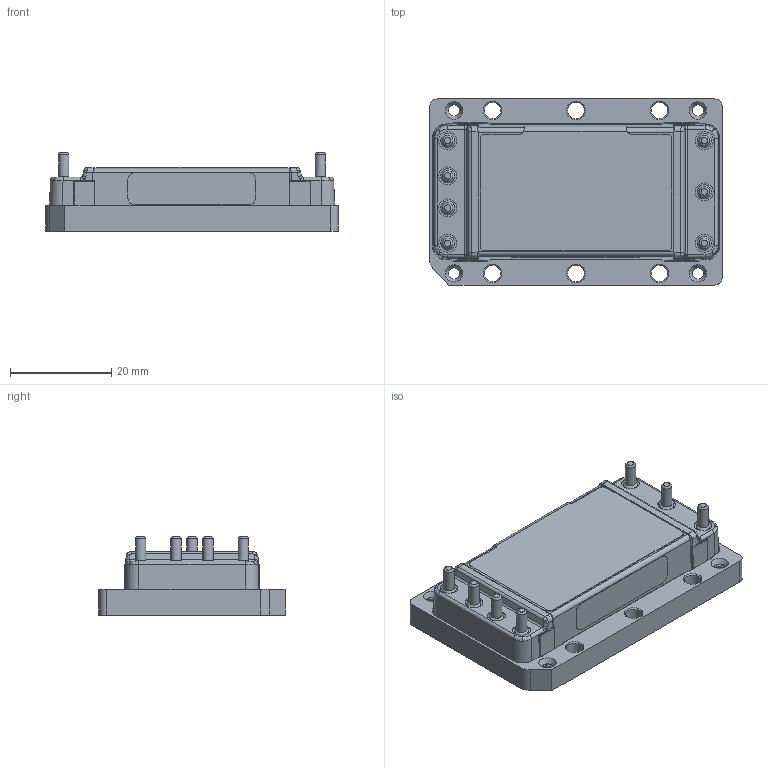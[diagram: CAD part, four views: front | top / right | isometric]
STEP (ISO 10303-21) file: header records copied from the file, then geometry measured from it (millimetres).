
FILE_DESCRIPTION (( 'STEP AP214' ), '1' );
FILE_NAME ('25004r7-VxxCxxxxxxBN3.step', '2010-08-24T19:55:45', ( 'Vicor Employee' ), ( 'Vicor Corporation' ), 'SwSTEP 2.0', 'SolidWorks 2010', '' );
FILE_SCHEMA (( 'AUTOMOTIVE_DESIGN' ));
Length unit declared in the file: inch
Products named in the file (1): 25004r7-VxxCxxxxxxBN3
Bounding box: 57.91 x 36.83 x 15.49 mm (x, y, z)
Surface area: 8528.2 mm2 (no closed solid volume)
Topology: 0 solids, 13 shells, 244 faces, 746 edges, 514 vertices
Faces by surface type: cylinder 93, plane 69, bspline 43, cone 39
Full cylindrical faces by diameter (mm): 2.032 x7, 3.264 x6, 3.556 x7
Entity records: 19334 total; most frequent: CARTESIAN_POINT 10355, DIRECTION 1114, ORIENTED_EDGE 1072, EDGE_CURVE 660, VERTEX_POINT 482, AXIS2_PLACEMENT_3D 409, EDGE_LOOP 333, VECTOR 296
